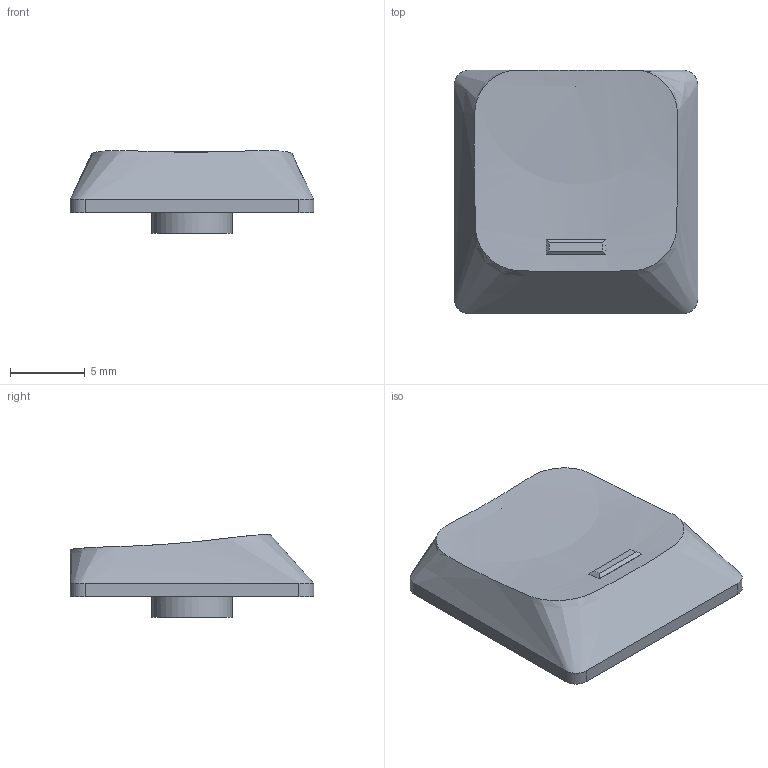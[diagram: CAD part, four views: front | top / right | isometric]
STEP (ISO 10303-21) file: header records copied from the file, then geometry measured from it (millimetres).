
FILE_DESCRIPTION(/* description */ (''),/* implementation_level */ '2;1');
FILE_NAME(/* name */ 'keycap_17mm_FJ.step',/* time_stamp */ '2025-04-26T13:00:39+09:00',/* author */ (''),/* organization */ (''),/* preprocessor_version */ 'ST-DEVELOPER v20.1',/* originating_system */ 'Autodesk Translation Framework v14.4.0.0',/* authorisation */ '');
FILE_SCHEMA (('AUTOMOTIVE_DESIGN { 1 0 10303 214 3 1 1 }'));
Length unit declared in the file: millimetre
Products named in the file (1): 17mm_keycap_v3
Bounding box: 16.3 x 16.3 x 5.55 mm (x, y, z)
Volume: 458.1 mm3; surface area: 896.3 mm2
Topology: 1 solids, 1 shells, 45 faces, 118 edges, 78 vertices
Faces by surface type: plane 30, cylinder 10, cone 2, bspline 2, sphere 1
Full cylindrical faces by diameter (mm): 5.4 x1
Entity records: 2188 total; most frequent: CARTESIAN_POINT 1050, ORIENTED_EDGE 234, DIRECTION 221, EDGE_CURVE 117, LINE 79, VECTOR 79, VERTEX_POINT 78, AXIS2_PLACEMENT_3D 71
